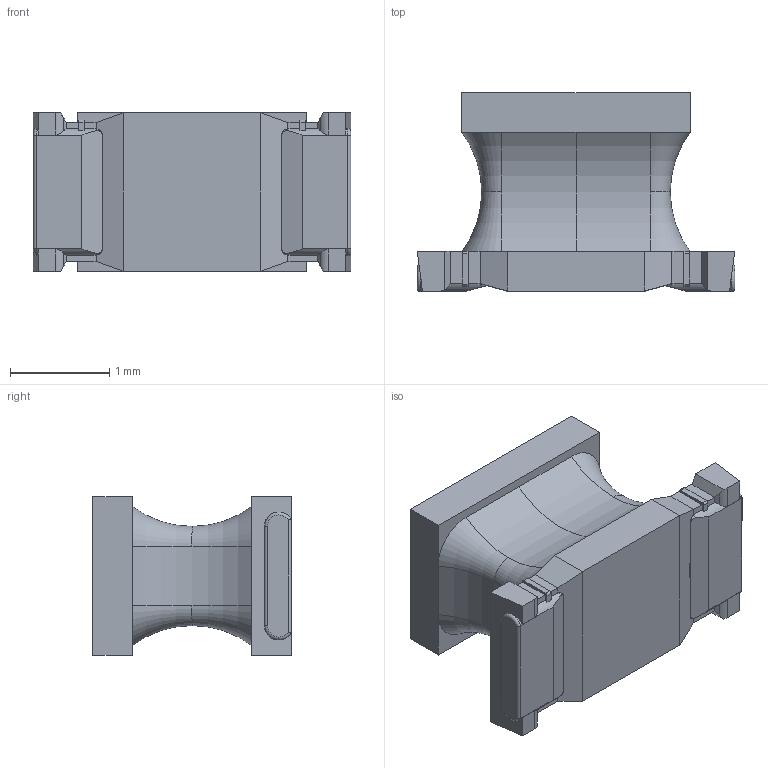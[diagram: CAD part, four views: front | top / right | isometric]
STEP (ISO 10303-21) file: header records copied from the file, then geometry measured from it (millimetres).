
FILE_DESCRIPTION (( 'STEP AP214' ), '1' );
FILE_NAME ('LQH31CNR22M03L.STEP', '2020-01-28T09:50:54', ( '' ), ( '' ), 'SwSTEP 2.0', 'SolidWorks 2017', '' );
FILE_SCHEMA (( 'AUTOMOTIVE_DESIGN' ));
Length unit declared in the file: millimetre
Products named in the file (1): LQH31CNR22M03L
Bounding box: 3.2 x 2 x 1.6 mm (x, y, z)
Volume: 6.1 mm3; surface area: 43.4 mm2
Topology: 7 solids, 7 shells, 135 faces, 335 edges, 214 vertices
Faces by surface type: plane 72, cylinder 37, torus 26
Entity records: 4282 total; most frequent: CARTESIAN_POINT 995, DIRECTION 670, ORIENTED_EDGE 670, EDGE_CURVE 335, AXIS2_PLACEMENT_3D 241, VERTEX_POINT 214, LINE 188, VECTOR 188
